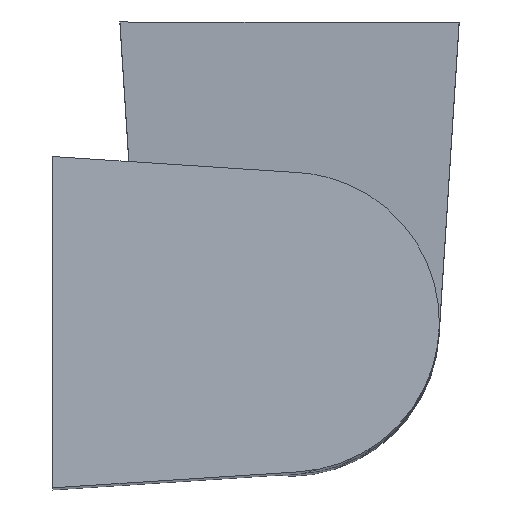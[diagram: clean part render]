
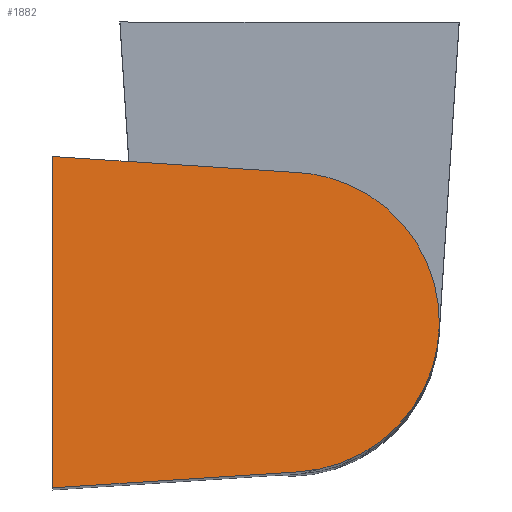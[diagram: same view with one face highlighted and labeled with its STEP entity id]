
A CAD part, top view. The second image highlights one B-rep face of the part: STEP entity #1882.
In plain terms, the highlighted free-form (B-spline) face has degree [1, 1] with [2, 2] control points.
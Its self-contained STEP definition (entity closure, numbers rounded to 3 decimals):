
#1837=CARTESIAN_POINT('',(6.434,-6.929,92.9));
#1838=CARTESIAN_POINT('',(-9.734,-6.929,95.1));
#1839=CARTESIAN_POINT('',(6.434,6.929,92.9));
#1840=CARTESIAN_POINT('',(-9.734,6.929,95.1));
#1841=B_SPLINE_SURFACE_WITH_KNOTS('',1,1,((#1837,#1839),(#1838,#1840)),.UNSPECIFIED.,.F.,.F.,.U.,(2,2),(2,2),(0.0,16.317),(0.0,13.859),.UNSPECIFIED.);
#1842=CARTESIAN_POINT('',(0.372,-5.688,93.725));
#1843=VERTEX_POINT('',#1842);
#1844=CARTESIAN_POINT('',(0.372,5.688,93.725));
#1845=VERTEX_POINT('',#1844);
#1846=CARTESIAN_POINT('',(0.372,-5.688,93.725));
#1847=CARTESIAN_POINT('',(5.7,-5.34,93.));
#1848=CARTESIAN_POINT('',(5.7,0.,93.));
#1849=CARTESIAN_POINT('',(5.7,5.34,93.));
#1850=CARTESIAN_POINT('',(0.372,5.688,93.725));
#1858=(BOUNDED_CURVE()B_SPLINE_CURVE(2,(#1846,#1847,#1848,#1849,#1850),.UNSPECIFIED.,.F.,.U.)B_SPLINE_CURVE_WITH_KNOTS((3,2,3),(0.0,0.5,1.0),.UNSPECIFIED.)CURVE()GEOMETRIC_REPRESENTATION_ITEM()RATIONAL_B_SPLINE_CURVE((1.0,0.73,1.0,0.73,1.0))REPRESENTATION_ITEM(''));
#1859=EDGE_CURVE('',#1843,#1845,#1858,.T.);
#1860=ORIENTED_EDGE('',*,*,#1859,.T.);
#1861=CARTESIAN_POINT('',(-9.,6.3,95.));
#1862=VERTEX_POINT('',#1861);
#1863=CARTESIAN_POINT('',(-9.,6.3,95.));
#1864=CARTESIAN_POINT('',(0.372,5.688,93.725));
#1865=QUASI_UNIFORM_CURVE('',1,(#1863,#1864),.UNSPECIFIED.,.F.,.U.);
#1866=EDGE_CURVE('',#1862,#1845,#1865,.T.);
#1867=ORIENTED_EDGE('',*,*,#1866,.F.);
#1868=CARTESIAN_POINT('',(-9.,-6.3,95.));
#1869=VERTEX_POINT('',#1868);
#1870=CARTESIAN_POINT('',(-9.,-6.3,95.));
#1871=CARTESIAN_POINT('',(-9.,6.3,95.));
#1872=QUASI_UNIFORM_CURVE('',1,(#1870,#1871),.UNSPECIFIED.,.F.,.U.);
#1873=EDGE_CURVE('',#1869,#1862,#1872,.T.);
#1874=ORIENTED_EDGE('',*,*,#1873,.F.);
#1875=CARTESIAN_POINT('',(0.372,-5.688,93.725));
#1876=CARTESIAN_POINT('',(-9.,-6.3,95.));
#1877=QUASI_UNIFORM_CURVE('',1,(#1875,#1876),.UNSPECIFIED.,.F.,.U.);
#1878=EDGE_CURVE('',#1843,#1869,#1877,.T.);
#1879=ORIENTED_EDGE('',*,*,#1878,.F.);
#1880=EDGE_LOOP('',(#1860,#1867,#1874,#1879));
#1881=FACE_OUTER_BOUND('',#1880,.T.);
#1882=ADVANCED_FACE('',(#1881),#1841,.F.);
